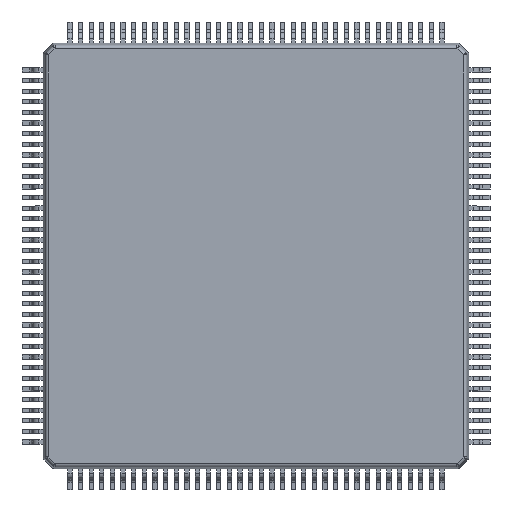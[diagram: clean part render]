
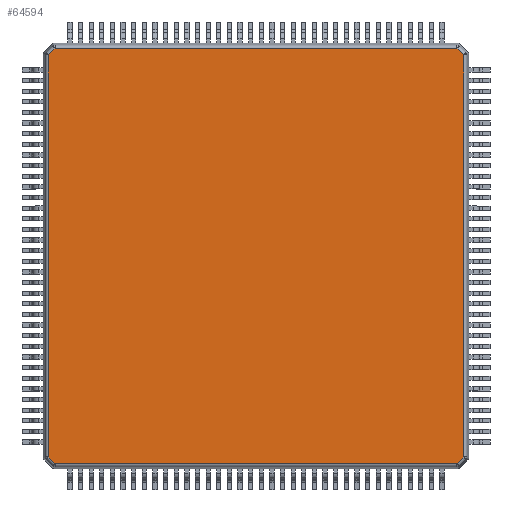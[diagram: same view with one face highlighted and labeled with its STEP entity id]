
A CAD part, top view. The second image highlights one B-rep face of the part: STEP entity #64594.
In plain terms, the highlighted planar face has unit normal (0, 0, 1).
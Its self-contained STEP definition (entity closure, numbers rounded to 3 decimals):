
#962 = LINE ( 'NONE', #122635, #86214 ) ;
#2984 = VECTOR ( 'NONE', #101352, 1000. ) ;
#6597 = ORIENTED_EDGE ( 'NONE', *, *, #42362, .T. ) ;
#6792 = VECTOR ( 'NONE', #52135, 1000. ) ;
#11159 = EDGE_CURVE ( 'NONE', #82722, #31562, #112653, .T. ) ;
#11181 = CARTESIAN_POINT ( 'NONE',  ( 0., 0., 1.599 ) ) ;
#11839 = DIRECTION ( 'NONE',  ( 1., 0., 0. ) ) ;
#21187 = FACE_OUTER_BOUND ( 'NONE', #24694, .T. ) ;
#23007 = CARTESIAN_POINT ( 'NONE',  ( -9.452, -9.763, 1.599 ) ) ;
#24694 = EDGE_LOOP ( 'NONE', ( #126607, #77026, #56035, #68821, #34728, #44315, #6597, #109867 ) ) ;
#27773 = EDGE_CURVE ( 'NONE', #115683, #68148, #82748, .T. ) ;
#29282 = VERTEX_POINT ( 'NONE', #68398 ) ;
#31562 = VERTEX_POINT ( 'NONE', #128926 ) ;
#33377 = LINE ( 'NONE', #73858, #86166 ) ;
#34728 = ORIENTED_EDGE ( 'NONE', *, *, #119046, .T. ) ;
#40794 = LINE ( 'NONE', #79352, #94448 ) ;
#42362 = EDGE_CURVE ( 'NONE', #68148, #82722, #62110, .T. ) ;
#44315 = ORIENTED_EDGE ( 'NONE', *, *, #27773, .T. ) ;
#48593 = VECTOR ( 'NONE', #125827, 1000. ) ;
#51755 = CARTESIAN_POINT ( 'NONE',  ( 9.763, 9.452, 1.599 ) ) ;
#52135 = DIRECTION ( 'NONE',  ( 0., 1., 0. ) ) ;
#54365 = CARTESIAN_POINT ( 'NONE',  ( 9.608, 9.608, 1.599 ) ) ;
#56035 = ORIENTED_EDGE ( 'NONE', *, *, #127511, .T. ) ;
#58685 = VERTEX_POINT ( 'NONE', #23007 ) ;
#59358 = DIRECTION ( 'NONE',  ( 0.707, -0.707, 0. ) ) ;
#62110 = LINE ( 'NONE', #102544, #6792 ) ;
#63646 = DIRECTION ( 'NONE',  ( -0.707, 0.707, 0. ) ) ;
#64594 = ADVANCED_FACE ( 'NONE', ( #21187 ), #110513, .T. ) ;
#66340 = LINE ( 'NONE', #67012, #48593 ) ;
#67012 = CARTESIAN_POINT ( 'NONE',  ( -9.763, 0., 1.599 ) ) ;
#68148 = VERTEX_POINT ( 'NONE', #88852 ) ;
#68398 = CARTESIAN_POINT ( 'NONE',  ( -9.763, 9.452, 1.599 ) ) ;
#68821 = ORIENTED_EDGE ( 'NONE', *, *, #73400, .T. ) ;
#69598 = CARTESIAN_POINT ( 'NONE',  ( 9.608, -9.608, 1.599 ) ) ;
#70637 = AXIS2_PLACEMENT_3D ( 'NONE', #11181, #102614, #11839 ) ;
#71356 = VERTEX_POINT ( 'NONE', #74854 ) ;
#72637 = VERTEX_POINT ( 'NONE', #111612 ) ;
#73098 = VECTOR ( 'NONE', #63646, 1000. ) ;
#73400 = EDGE_CURVE ( 'NONE', #71356, #58685, #40794, .T. ) ;
#73858 = CARTESIAN_POINT ( 'NONE',  ( 0., -9.763, 1.599 ) ) ;
#74854 = CARTESIAN_POINT ( 'NONE',  ( -9.763, -9.452, 1.599 ) ) ;
#77026 = ORIENTED_EDGE ( 'NONE', *, *, #122724, .T. ) ;
#78764 = VECTOR ( 'NONE', #120171, 1000. ) ;
#79352 = CARTESIAN_POINT ( 'NONE',  ( -9.608, -9.608, 1.599 ) ) ;
#82722 = VERTEX_POINT ( 'NONE', #51755 ) ;
#82748 = LINE ( 'NONE', #69598, #2984 ) ;
#83712 = DIRECTION ( 'NONE',  ( -1., 0., 0. ) ) ;
#86166 = VECTOR ( 'NONE', #114138, 1000. ) ;
#86214 = VECTOR ( 'NONE', #83712, 1000. ) ;
#88852 = CARTESIAN_POINT ( 'NONE',  ( 9.763, -9.452, 1.599 ) ) ;
#91481 = EDGE_CURVE ( 'NONE', #31562, #72637, #962, .T. ) ;
#94448 = VECTOR ( 'NONE', #59358, 1000. ) ;
#101352 = DIRECTION ( 'NONE',  ( 0.707, 0.707, 0. ) ) ;
#102544 = CARTESIAN_POINT ( 'NONE',  ( 9.763, 0., 1.599 ) ) ;
#102614 = DIRECTION ( 'NONE',  ( 0., 0., 1. ) ) ;
#109867 = ORIENTED_EDGE ( 'NONE', *, *, #11159, .T. ) ;
#110513 = PLANE ( 'NONE',  #70637 ) ;
#111612 = CARTESIAN_POINT ( 'NONE',  ( -9.452, 9.763, 1.599 ) ) ;
#112224 = CARTESIAN_POINT ( 'NONE',  ( -9.608, 9.608, 1.599 ) ) ;
#112653 = LINE ( 'NONE', #54365, #73098 ) ;
#114138 = DIRECTION ( 'NONE',  ( 1., 0., 0. ) ) ;
#115683 = VERTEX_POINT ( 'NONE', #116242 ) ;
#116242 = CARTESIAN_POINT ( 'NONE',  ( 9.452, -9.763, 1.599 ) ) ;
#119046 = EDGE_CURVE ( 'NONE', #58685, #115683, #33377, .T. ) ;
#120171 = DIRECTION ( 'NONE',  ( -0.707, -0.707, 0. ) ) ;
#122635 = CARTESIAN_POINT ( 'NONE',  ( 0., 9.763, 1.599 ) ) ;
#122724 = EDGE_CURVE ( 'NONE', #72637, #29282, #130056, .T. ) ;
#125827 = DIRECTION ( 'NONE',  ( 0., -1., 0. ) ) ;
#126607 = ORIENTED_EDGE ( 'NONE', *, *, #91481, .T. ) ;
#127511 = EDGE_CURVE ( 'NONE', #29282, #71356, #66340, .T. ) ;
#128926 = CARTESIAN_POINT ( 'NONE',  ( 9.452, 9.763, 1.599 ) ) ;
#130056 = LINE ( 'NONE', #112224, #78764 ) ;
